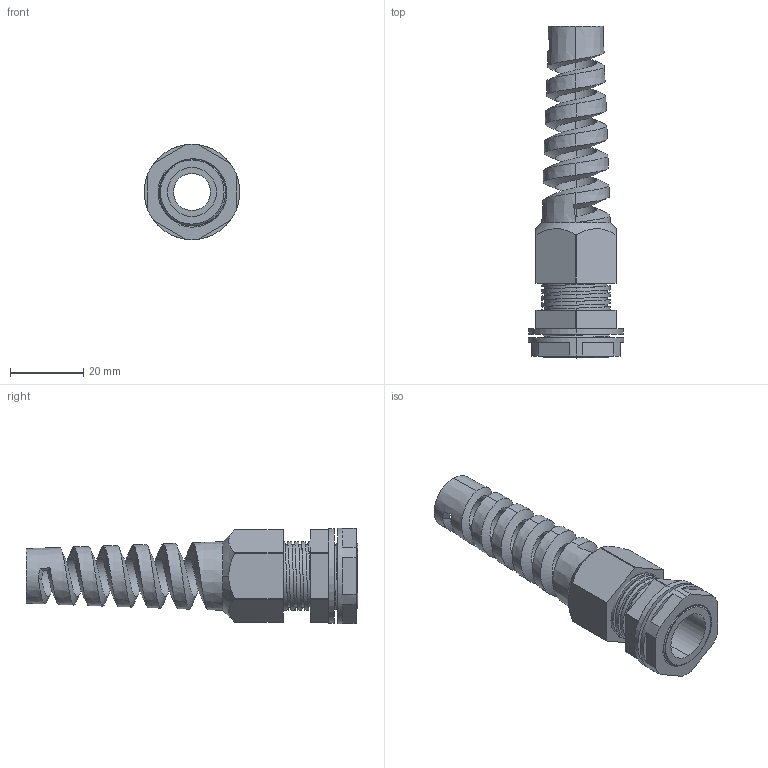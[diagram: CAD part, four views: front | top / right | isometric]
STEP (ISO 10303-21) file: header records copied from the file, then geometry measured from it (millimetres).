
FILE_DESCRIPTION (( 'STEP AP203' ), '1' );
FILE_NAME ('BSSPX-23-W.step', '2016-02-11T13:32:00', ( '' ), ( '' ), 'SwSTEP 2.0', 'SolidWorks 2015', '' );
FILE_SCHEMA (( 'CONFIG_CONTROL_DESIGN' ));
Length unit declared in the file: millimetre
Products named in the file (1): BSSPX-23-W
Bounding box: 26 x 90.5 x 26 mm (x, y, z)
Volume: 12980.6 mm3; surface area: 15662.1 mm2
Topology: 5 solids, 5 shells, 228 faces, 643 edges, 427 vertices
Faces by surface type: plane 103, cylinder 91, cone 18, bspline 14, torus 2
Entity records: 14037 total; most frequent: CARTESIAN_POINT 8460, ORIENTED_EDGE 1286, DIRECTION 1040, EDGE_CURVE 643, VERTEX_POINT 427, AXIS2_PLACEMENT_3D 379, LINE 282, VECTOR 282
